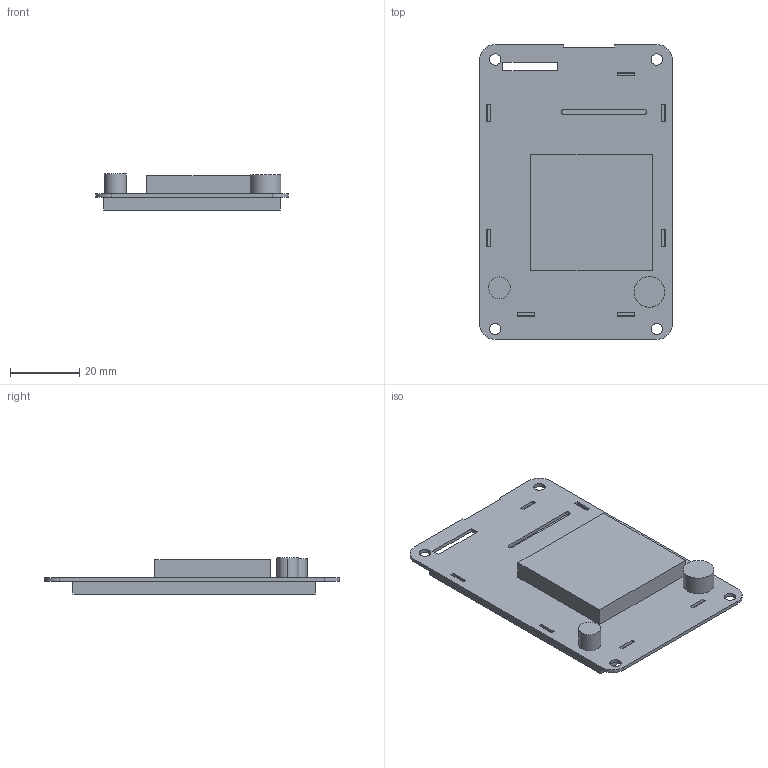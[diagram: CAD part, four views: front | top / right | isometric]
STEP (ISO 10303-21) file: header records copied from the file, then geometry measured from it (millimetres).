
FILE_DESCRIPTION((''),'2;1');
FILE_NAME('DMG32240C028-03WN_-03WTR','2019-08-19T',('Administrator'),(''),'PRO/ENGINEER BY PARAMETRIC TECHNOLOGY CORPORATION, 2008380','PRO/ENGINEER BY PARAMETRIC TECHNOLOGY CORPORATION, 2008380','');
FILE_SCHEMA(('CONFIG_CONTROL_DESIGN'));
Length unit declared in the file: millimetre
Products named in the file (1): DMG32240C028-03WN_-03WTR
Bounding box: 55.63 x 85.22 x 10.4 mm (x, y, z)
Volume: 23317.7 mm3; surface area: 11706.4 mm2
Topology: 1 solids, 1 shells, 87 faces, 6297 edges, 10173 vertices
Faces by surface type: plane 69, cylinder 18
Entity records: 35241 total; most frequent: DIRECTION 8623, CARTESIAN_POINT 6543, TRIMMED_CURVE 6053, VECTOR 4147, LINE 4147, AXIS2_PLACEMENT_3D 2238, CIRCLE 2150, ORIENTED_EDGE 488
